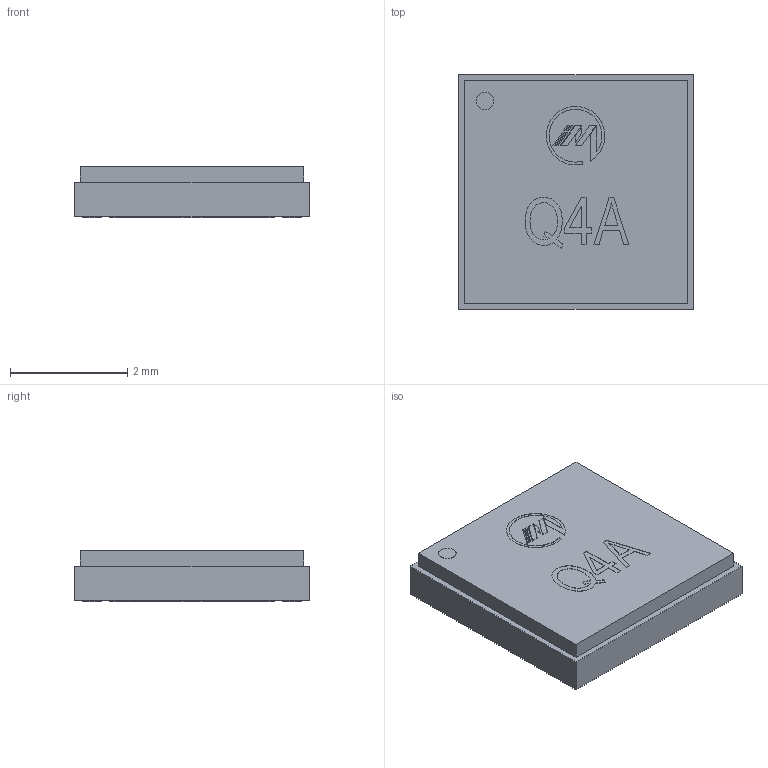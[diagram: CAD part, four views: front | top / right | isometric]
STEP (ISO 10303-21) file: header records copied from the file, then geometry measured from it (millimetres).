
FILE_DESCRIPTION (( 'STEP AP214' ), '1' );
FILE_NAME ('Q4A.STEP', '2025-10-23T10:06:10', ( 'Windows User' ), ( 'P R C' ), 'SwSTEP 2.0', 'SolidWorks 2021', '' );
FILE_SCHEMA (( 'AUTOMOTIVE_DESIGN' ));
Length unit declared in the file: millimetre
Products named in the file (1): Q4A
Bounding box: 4 x 4 x 0.87 mm (x, y, z)
Volume: 9.1 mm3; surface area: 71.9 mm2
Topology: 1 solids, 2 shells, 245 faces, 600 edges, 400 vertices
Faces by surface type: plane 194, cylinder 34, bspline 17
Full cylindrical faces by diameter (mm): 0.3 x1
Entity records: 8972 total; most frequent: CARTESIAN_POINT 2089, ORIENTED_EDGE 1198, DIRECTION 1090, EDGE_CURVE 599, VECTOR 496, LINE 496, VERTEX_POINT 400, AXIS2_PLACEMENT_3D 297
